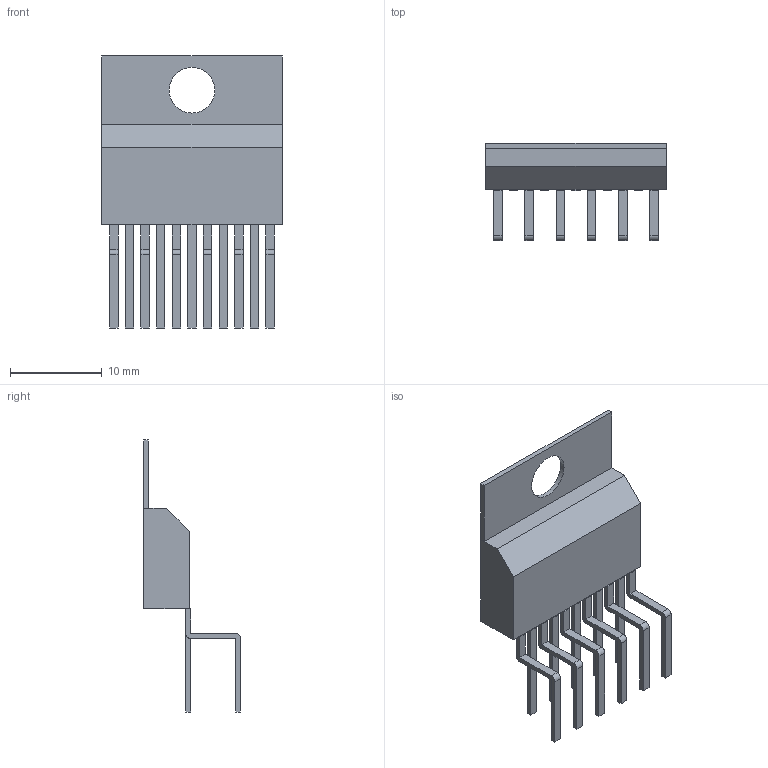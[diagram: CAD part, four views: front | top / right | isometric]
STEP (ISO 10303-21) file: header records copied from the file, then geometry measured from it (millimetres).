
FILE_DESCRIPTION(('FreeCAD Model'),'2;1');
FILE_NAME('1501263.1.2.stp','2023-11-13T07:24:14',( 'Author'),(''),'Open CASCADE STEP processor 6.9','FreeCAD','Unknown' );
FILE_SCHEMA(('AUTOMOTIVE_DESIGN { 1 0 10303 214 1 1 1 1 }'));
Length unit declared in the file: millimetre
Products named in the file (5): ASSEMBLY; Tab; Body; StraightPinsArray; BentPinsArray
Assembly tree (4 placements, depth 2):
  ASSEMBLY
    Tab
    Body
    StraightPinsArray
    BentPinsArray
Bounding box: 19.6 x 10.54 x 29.6 mm (x, y, z)
Volume: 1146.6 mm3; surface area: 1442.2 mm2
Topology: 13 solids, 13 shells, 116 faces, 270 edges, 180 vertices
Faces by surface type: plane 103, cylinder 13
Full cylindrical faces by diameter (mm): 4.967 x1
Entity records: 6985 total; most frequent: CARTESIAN_POINT 1207, DIRECTION 1052, LINE 746, VECTOR 746, ORIENTED_EDGE 540, PCURVE 540, DEFINITIONAL_REPRESENTATION 540, EDGE_CURVE 270
